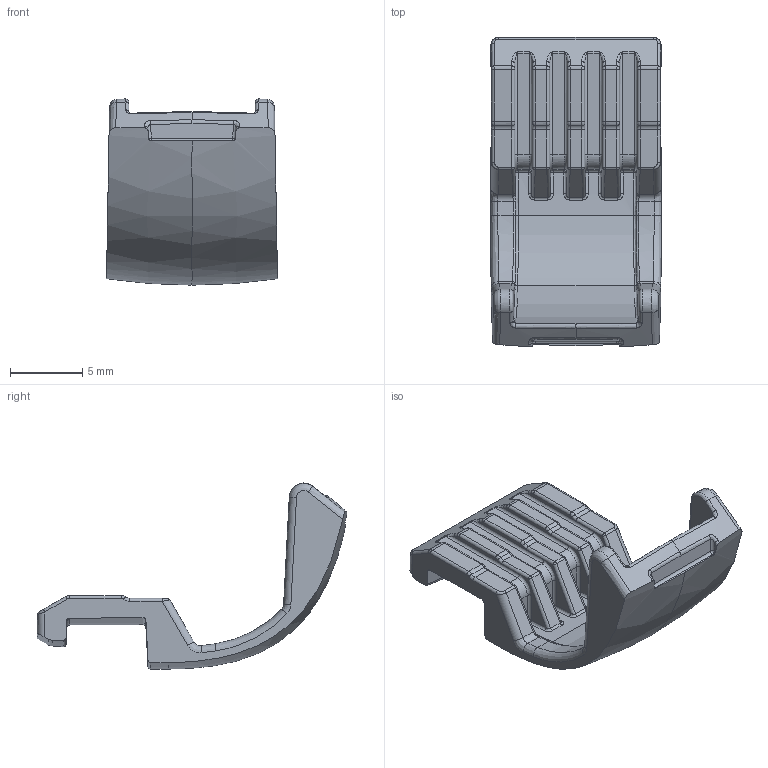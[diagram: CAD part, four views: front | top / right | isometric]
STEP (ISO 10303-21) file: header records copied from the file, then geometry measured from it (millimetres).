
FILE_DESCRIPTION (( 'STEP AP203' ), '1' );
FILE_NAME ('251001_AKVO_SUM_DustCap_PART_00.STEP', '2016-01-13T08:29:04', ( '' ), ( '' ), 'SwSTEP 2.0', 'SolidWorks 2015', '' );
FILE_SCHEMA (( 'CONFIG_CONTROL_DESIGN' ));
Length unit declared in the file: millimetre
Products named in the file (1): 251001_AKVO_SUM_DustCap_PART_00
Bounding box: 11.86 x 21.47 x 12.91 mm (x, y, z)
Volume: 598.7 mm3; surface area: 932.5 mm2
Topology: 1 solids, 1 shells, 311 faces, 720 edges, 411 vertices
Faces by surface type: bspline 132, cylinder 116, plane 43, sphere 18, cone 1, torus 1
Entity records: 11470 total; most frequent: CARTESIAN_POINT 5542, ORIENTED_EDGE 1440, DIRECTION 979, EDGE_CURVE 720, VERTEX_POINT 411, AXIS2_PLACEMENT_3D 379, EDGE_LOOP 311, FACE_OUTER_BOUND 311
